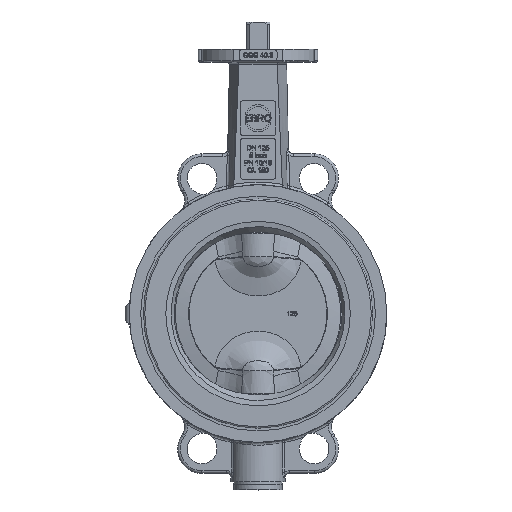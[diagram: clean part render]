
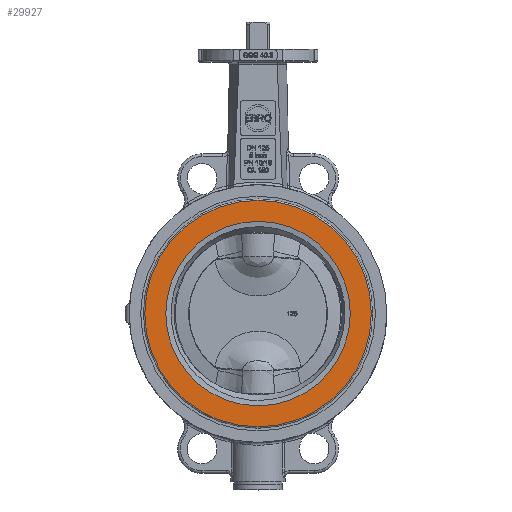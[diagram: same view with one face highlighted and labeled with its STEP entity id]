
A CAD part, top view. The second image highlights one B-rep face of the part: STEP entity #29927.
In plain terms, the highlighted planar face has unit normal (0, 0, 1).
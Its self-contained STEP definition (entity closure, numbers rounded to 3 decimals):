
#29900=CARTESIAN_POINT('',(-74.5,2.5,28.));
#29901=DIRECTION('',(0.0,0.0,1.0));
#29902=DIRECTION('',(0.0,-1.0,0.0));
#29903=AXIS2_PLACEMENT_3D('',#29900,#29901,#29902);
#29904=PLANE('',#29903);
#29905=CARTESIAN_POINT('',(-83.5,2.5,28.));
#29906=VERTEX_POINT('',#29905);
#29907=CARTESIAN_POINT('',(0.,2.5,28.));
#29908=DIRECTION('',(0.0,0.0,-1.0));
#29909=DIRECTION('',(1.0,0.0,0.0));
#29910=AXIS2_PLACEMENT_3D('',#29907,#29908,#29909);
#29911=CIRCLE('',#29910,83.5);
#29912=EDGE_CURVE('',#29906,#29906,#29911,.T.);
#29913=ORIENTED_EDGE('',*,*,#29912,.F.);
#29914=EDGE_LOOP('',(#29913));
#29915=FACE_OUTER_BOUND('',#29914,.T.);
#29916=CARTESIAN_POINT('',(0.,-65.5,28.));
#29917=VERTEX_POINT('',#29916);
#29918=CARTESIAN_POINT('',(0.,2.5,28.0));
#29919=DIRECTION('',(0.0,0.0,-1.0));
#29920=DIRECTION('',(0.0,-1.0,0.0));
#29921=AXIS2_PLACEMENT_3D('',#29918,#29919,#29920);
#29922=CIRCLE('',#29921,68.0);
#29923=EDGE_CURVE('',#29917,#29917,#29922,.T.);
#29924=ORIENTED_EDGE('',*,*,#29923,.T.);
#29925=EDGE_LOOP('',(#29924));
#29926=FACE_BOUND('',#29925,.T.);
#29927=ADVANCED_FACE('',(#29915,#29926),#29904,.T.);
